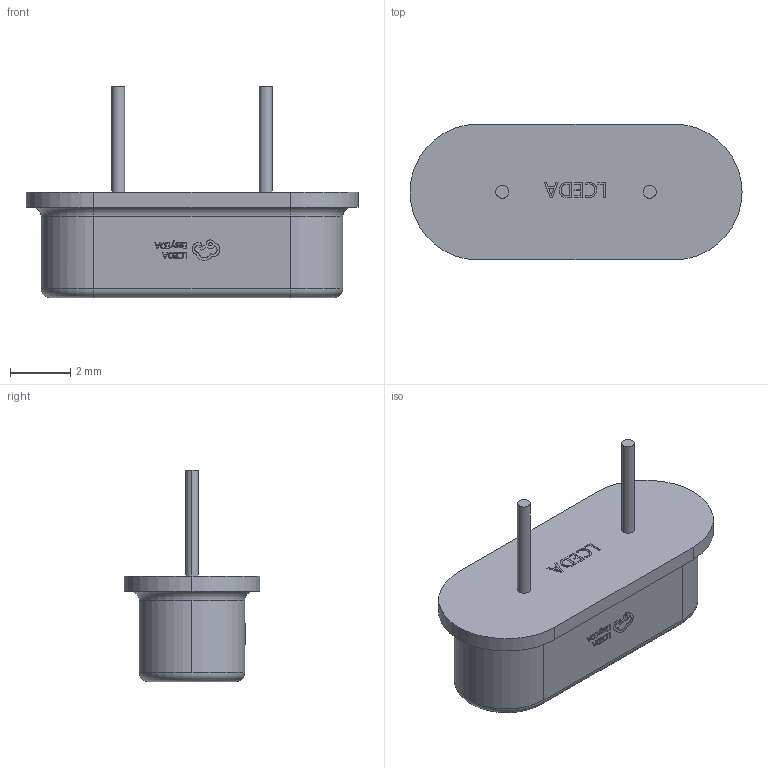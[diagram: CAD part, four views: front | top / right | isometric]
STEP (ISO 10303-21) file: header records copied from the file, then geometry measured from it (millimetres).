
FILE_DESCRIPTION (( 'STEP AP214' ), '1' );
FILE_NAME ('X1.STEP', '2023-10-14T10:57:53', ( '' ), ( '' ), 'SwSTEP 2.0', 'SolidWorks 2019', '' );
FILE_SCHEMA (( 'AUTOMOTIVE_DESIGN' ));
Length unit declared in the file: millimetre
Products named in the file (4): X1; HC-49US_L11.5-W4.5-P4.88.step; SOLID-2.step; X1.step
Assembly tree (3 placements, depth 4):
  X1
    X1.step
      HC-49US_L11.5-W4.5-P4.88.step
        SOLID-2.step
Bounding box: 11 x 4.5 x 7 mm (x, y, z)
Volume: 120.7 mm3; surface area: 179.5 mm2
Topology: 1 solids, 1 shells, 388 faces, 1039 edges, 690 vertices
Faces by surface type: plane 221, bspline 147, cylinder 14, torus 6
Entity records: 17031 total; most frequent: CARTESIAN_POINT 6328, ORIENTED_EDGE 2078, DIRECTION 1277, EDGE_CURVE 1039, LINE 703, VECTOR 703, VERTEX_POINT 690, EDGE_LOOP 425
